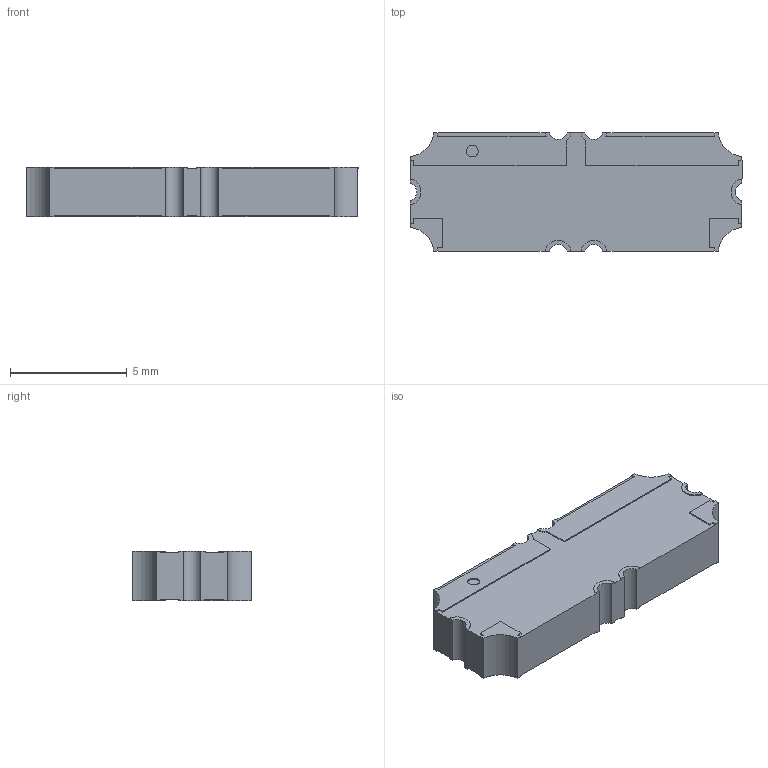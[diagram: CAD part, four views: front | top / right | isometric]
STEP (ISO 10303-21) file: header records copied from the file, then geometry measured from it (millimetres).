
FILE_DESCRIPTION (( 'STEP AP203' ), '1' );
FILE_NAME ('XT0010E15012S.STEP', '2025-10-02T13:21:41', ( '' ), ( '' ), 'SwSTEP 2.0', 'SolidWorks 2023', '' );
FILE_SCHEMA (( 'CONFIG_CONTROL_DESIGN' ));
Length unit declared in the file: inch
Products named in the file (1): XT0010E15012S
Bounding box: 14.22 x 5.08 x 2.11 mm (x, y, z)
Volume: 140.3 mm3; surface area: 220.3 mm2
Topology: 1 solids, 1 shells, 126 faces, 366 edges, 244 vertices
Faces by surface type: plane 74, cylinder 52
Entity records: 4253 total; most frequent: CARTESIAN_POINT 737, ORIENTED_EDGE 732, DIRECTION 724, EDGE_CURVE 366, VECTOR 262, LINE 262, VERTEX_POINT 244, AXIS2_PLACEMENT_3D 231
